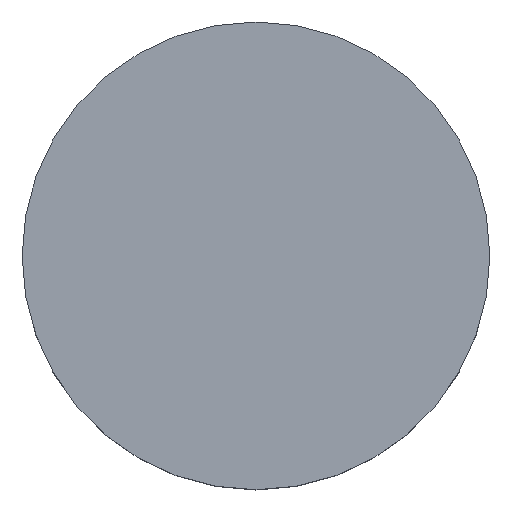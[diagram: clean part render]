
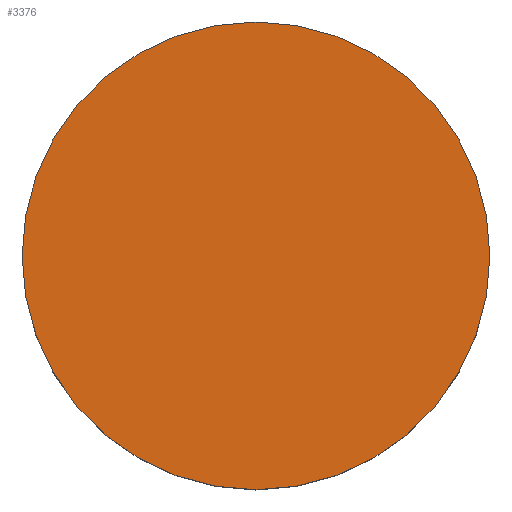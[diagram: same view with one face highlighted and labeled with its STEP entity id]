
A CAD part, top view. The second image highlights one B-rep face of the part: STEP entity #3376.
In plain terms, the highlighted planar face has unit normal (0, 0, 1).
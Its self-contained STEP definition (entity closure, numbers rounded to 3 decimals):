
#105 = CARTESIAN_POINT ( 'NONE',  ( 0., 0., 0. ) ) ;
#106 = DIRECTION ( 'NONE',  ( 0., 0., 1. ) ) ;
#107 = DIRECTION ( 'NONE',  ( 1., 0., 0. ) ) ;
#645 = EDGE_LOOP ( 'NONE', ( #1667, #1668 ) ) ;
#1170 = VERTEX_POINT ( 'NONE', #3492 ) ;
#1171 = VERTEX_POINT ( 'NONE', #3491 ) ;
#1667 = ORIENTED_EDGE ( 'NONE', *, *, #4140, .T. ) ;
#1668 = ORIENTED_EDGE ( 'NONE', *, *, #4024, .T. ) ;
#1892 = FACE_OUTER_BOUND ( 'NONE', #645, .T. ) ;
#2230 = CIRCLE ( 'NONE', #4234, 1.25 ) ;
#2369 = CIRCLE ( 'NONE', #4235, 1.25 ) ;
#3376 = ADVANCED_FACE ( 'NONE', ( #1892 ), #7435, .F. ) ;
#3491 = CARTESIAN_POINT ( 'NONE',  ( 1.25, 0., 0. ) ) ;
#3492 = CARTESIAN_POINT ( 'NONE',  ( -1.25, 0., 0. ) ) ;
#4024 = EDGE_CURVE ( 'NONE', #1170, #1171, #2230, .T. ) ;
#4140 = EDGE_CURVE ( 'NONE', #1171, #1170, #2369, .T. ) ;
#4214 = AXIS2_PLACEMENT_3D ( 'NONE', #7444, #7431, #7430 ) ;
#4234 = AXIS2_PLACEMENT_3D ( 'NONE', #105, #106, #107 ) ;
#4235 = AXIS2_PLACEMENT_3D ( 'NONE', #6279, #6280, #6281 ) ;
#6279 = CARTESIAN_POINT ( 'NONE',  ( 0., 0., 0. ) ) ;
#6280 = DIRECTION ( 'NONE',  ( 0., 0., 1. ) ) ;
#6281 = DIRECTION ( 'NONE',  ( 1., 0., 0. ) ) ;
#7430 = DIRECTION ( 'NONE',  ( -1., 0., 0. ) ) ;
#7431 = DIRECTION ( 'NONE',  ( 0., 0., -1. ) ) ;
#7435 = PLANE ( 'NONE',  #4214 ) ;
#7444 = CARTESIAN_POINT ( 'NONE',  ( 0., 0., 0. ) ) ;
